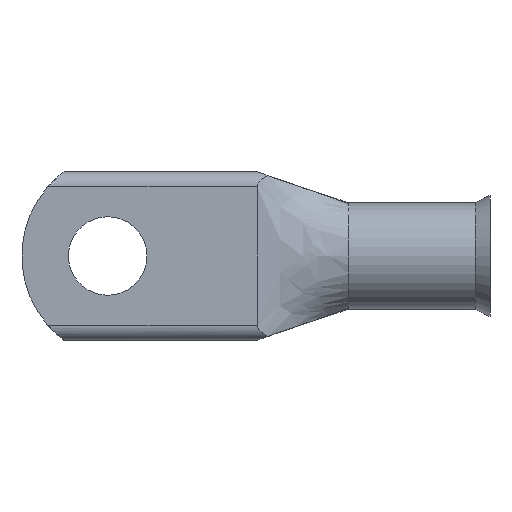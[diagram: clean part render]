
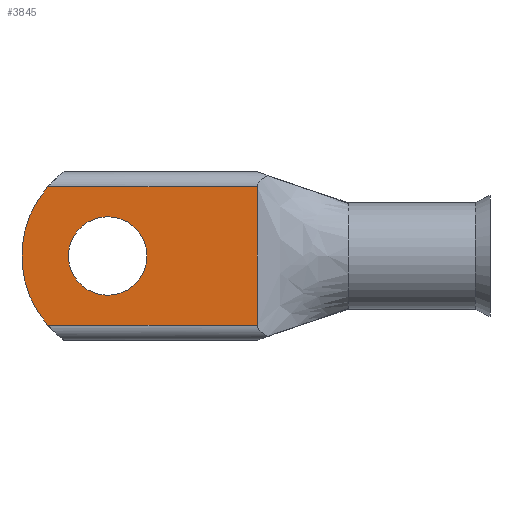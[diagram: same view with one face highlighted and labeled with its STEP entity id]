
A CAD part, front view. The second image highlights one B-rep face of the part: STEP entity #3845.
In plain terms, the highlighted planar face has unit normal (0, -1, 0).
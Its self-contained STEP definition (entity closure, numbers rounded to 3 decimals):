
#34 = DIRECTION ( 'NONE',  ( 0., 0., 1. ) ) ;
#55 = EDGE_LOOP ( 'NONE', ( #722, #2665 ) ) ;
#259 = CIRCLE ( 'NONE', #3564, 2.667 ) ;
#377 = CARTESIAN_POINT ( 'NONE',  ( -6.228, -1.016, -4.699 ) ) ;
#387 = ORIENTED_EDGE ( 'NONE', *, *, #3232, .T. ) ;
#407 = VECTOR ( 'NONE', #34, 1000. ) ;
#436 = DIRECTION ( 'NONE',  ( 0., 0., -1. ) ) ;
#489 = CIRCLE ( 'NONE', #2977, 7.113 ) ;
#562 = EDGE_LOOP ( 'NONE', ( #387, #1847, #832, #1571 ) ) ;
#685 = DIRECTION ( 'NONE',  ( 0., 0., -1. ) ) ;
#695 = EDGE_CURVE ( 'NONE', #2312, #1611, #2401, .T. ) ;
#722 = ORIENTED_EDGE ( 'NONE', *, *, #1405, .F. ) ;
#797 = DIRECTION ( 'NONE',  ( 0., 0., -1. ) ) ;
#832 = ORIENTED_EDGE ( 'NONE', *, *, #1323, .T. ) ;
#1009 = DIRECTION ( 'NONE',  ( -1., 0., 0. ) ) ;
#1076 = CARTESIAN_POINT ( 'NONE',  ( -6.228, -1.016, 4.699 ) ) ;
#1128 = FACE_OUTER_BOUND ( 'NONE', #562, .T. ) ;
#1230 = EDGE_CURVE ( 'NONE', #4260, #2848, #3802, .T. ) ;
#1323 = EDGE_CURVE ( 'NONE', #2848, #2312, #3080, .T. ) ;
#1324 = CARTESIAN_POINT ( 'NONE',  ( -2.159, -1.016, 2.667 ) ) ;
#1405 = EDGE_CURVE ( 'NONE', #4194, #2337, #3266, .T. ) ;
#1547 = CARTESIAN_POINT ( 'NONE',  ( 8.001, -1.016, 4.699 ) ) ;
#1571 = ORIENTED_EDGE ( 'NONE', *, *, #695, .T. ) ;
#1611 = VERTEX_POINT ( 'NONE', #3643 ) ;
#1715 = DIRECTION ( 'NONE',  ( 1., 0., 0. ) ) ;
#1735 = CARTESIAN_POINT ( 'NONE',  ( -2.159, -1.016, 0. ) ) ;
#1736 = CARTESIAN_POINT ( 'NONE',  ( -2.159, -1.016, 0. ) ) ;
#1847 = ORIENTED_EDGE ( 'NONE', *, *, #1230, .T. ) ;
#2094 = DIRECTION ( 'NONE',  ( 0., -1., 0. ) ) ;
#2113 = CARTESIAN_POINT ( 'NONE',  ( 8.001, -1.016, 0. ) ) ;
#2133 = AXIS2_PLACEMENT_3D ( 'NONE', #2538, #2910, #797 ) ;
#2226 = FACE_BOUND ( 'NONE', #55, .T. ) ;
#2230 = DIRECTION ( 'NONE',  ( 0., -1., 0. ) ) ;
#2312 = VERTEX_POINT ( 'NONE', #1547 ) ;
#2337 = VERTEX_POINT ( 'NONE', #4168 ) ;
#2387 = DIRECTION ( 'NONE',  ( 0., -1., 0. ) ) ;
#2401 = LINE ( 'NONE', #1076, #2547 ) ;
#2478 = AXIS2_PLACEMENT_3D ( 'NONE', #1735, #2387, #685 ) ;
#2538 = CARTESIAN_POINT ( 'NONE',  ( -0.888, -1.016, 0. ) ) ;
#2547 = VECTOR ( 'NONE', #1009, 1000. ) ;
#2665 = ORIENTED_EDGE ( 'NONE', *, *, #3576, .F. ) ;
#2848 = VERTEX_POINT ( 'NONE', #3874 ) ;
#2910 = DIRECTION ( 'NONE',  ( 0., -1., 0. ) ) ;
#2977 = AXIS2_PLACEMENT_3D ( 'NONE', #4288, #2230, #3951 ) ;
#3052 = VECTOR ( 'NONE', #1715, 1000. ) ;
#3080 = LINE ( 'NONE', #2113, #407 ) ;
#3119 = CARTESIAN_POINT ( 'NONE',  ( -0.888, -1.016, -4.699 ) ) ;
#3214 = PLANE ( 'NONE',  #2133 ) ;
#3232 = EDGE_CURVE ( 'NONE', #1611, #4260, #489, .T. ) ;
#3266 = CIRCLE ( 'NONE', #2478, 2.667 ) ;
#3564 = AXIS2_PLACEMENT_3D ( 'NONE', #1736, #2094, #436 ) ;
#3576 = EDGE_CURVE ( 'NONE', #2337, #4194, #259, .T. ) ;
#3643 = CARTESIAN_POINT ( 'NONE',  ( -6.228, -1.016, 4.699 ) ) ;
#3802 = LINE ( 'NONE', #3119, #3052 ) ;
#3845 = ADVANCED_FACE ( 'NONE', ( #2226, #1128 ), #3214, .T. ) ;
#3874 = CARTESIAN_POINT ( 'NONE',  ( 8.001, -1.016, -4.699 ) ) ;
#3951 = DIRECTION ( 'NONE',  ( 0., 0., -1. ) ) ;
#4168 = CARTESIAN_POINT ( 'NONE',  ( -2.159, -1.016, -2.667 ) ) ;
#4194 = VERTEX_POINT ( 'NONE', #1324 ) ;
#4260 = VERTEX_POINT ( 'NONE', #377 ) ;
#4288 = CARTESIAN_POINT ( 'NONE',  ( -0.888, -1.016, 0. ) ) ;
